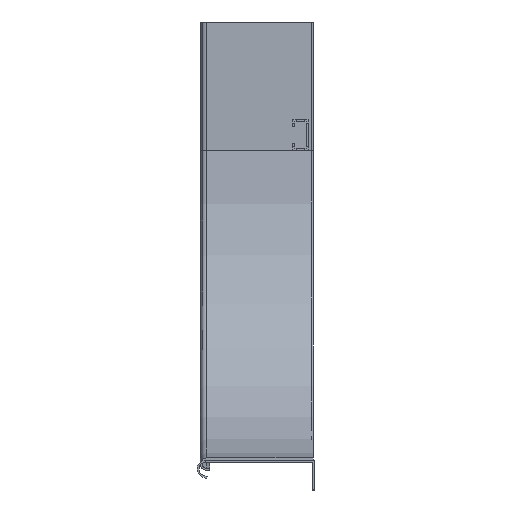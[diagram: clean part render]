
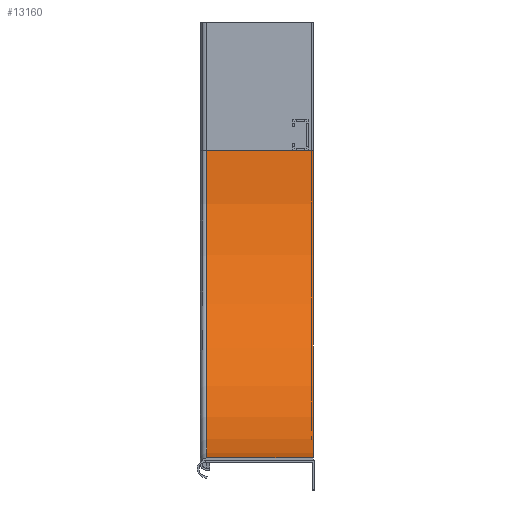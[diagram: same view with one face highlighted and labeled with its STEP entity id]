
A CAD part, left-side view. The second image highlights one B-rep face of the part: STEP entity #13160.
In plain terms, the highlighted cylindrical face has radius 300 mm (diameter 600 mm), a partial arc.
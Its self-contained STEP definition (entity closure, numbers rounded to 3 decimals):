
#92 = DIRECTION ( 'NONE',  ( 0., 1., 0. ) ) ;
#199 = CARTESIAN_POINT ( 'NONE',  ( 0., 0., -125. ) ) ;
#867 = VERTEX_POINT ( 'NONE', #4024 ) ;
#1281 = VERTEX_POINT ( 'NONE', #5037 ) ;
#1558 = ORIENTED_EDGE ( 'NONE', *, *, #6834, .T. ) ;
#2443 = ORIENTED_EDGE ( 'NONE', *, *, #8126, .T. ) ;
#3251 = DIRECTION ( 'NONE',  ( 0., 0., -1. ) ) ;
#3302 = VERTEX_POINT ( 'NONE', #199 ) ;
#3707 = CYLINDRICAL_SURFACE ( 'NONE', #8619, 300. ) ;
#3831 = CARTESIAN_POINT ( 'NONE',  ( 300., 104., -125. ) ) ;
#4024 = CARTESIAN_POINT ( 'NONE',  ( 300., 0., -425. ) ) ;
#4242 = CIRCLE ( 'NONE', #7223, 300. ) ;
#4560 = ORIENTED_EDGE ( 'NONE', *, *, #13855, .F. ) ;
#4986 = DIRECTION ( 'NONE',  ( 0., 0., -1. ) ) ;
#5037 = CARTESIAN_POINT ( 'NONE',  ( 300., 104., -425. ) ) ;
#5336 = LINE ( 'NONE', #6824, #5508 ) ;
#5508 = VECTOR ( 'NONE', #92, 1000. ) ;
#5609 = DIRECTION ( 'NONE',  ( 0., -1., 0. ) ) ;
#5817 = ORIENTED_EDGE ( 'NONE', *, *, #11774, .F. ) ;
#6541 = DIRECTION ( 'NONE',  ( 0., -1., 0. ) ) ;
#6824 = CARTESIAN_POINT ( 'NONE',  ( 300., 3., -425. ) ) ;
#6834 = EDGE_CURVE ( 'NONE', #3302, #867, #4242, .T. ) ;
#7223 = AXIS2_PLACEMENT_3D ( 'NONE', #12215, #5609, #13307 ) ;
#7734 = CARTESIAN_POINT ( 'NONE',  ( 0., 3., -125. ) ) ;
#7780 = DIRECTION ( 'NONE',  ( 0., 1., 0. ) ) ;
#8100 = EDGE_LOOP ( 'NONE', ( #4560, #1558, #2443, #5817 ) ) ;
#8126 = EDGE_CURVE ( 'NONE', #867, #1281, #5336, .T. ) ;
#8191 = AXIS2_PLACEMENT_3D ( 'NONE', #3831, #11544, #4986 ) ;
#8619 = AXIS2_PLACEMENT_3D ( 'NONE', #9822, #6541, #3251 ) ;
#8631 = VECTOR ( 'NONE', #7780, 1000. ) ;
#8701 = VERTEX_POINT ( 'NONE', #13315 ) ;
#9822 = CARTESIAN_POINT ( 'NONE',  ( 300., 0., -125. ) ) ;
#10604 = FACE_OUTER_BOUND ( 'NONE', #8100, .T. ) ;
#11544 = DIRECTION ( 'NONE',  ( 0., -1., 0. ) ) ;
#11611 = LINE ( 'NONE', #7734, #8631 ) ;
#11774 = EDGE_CURVE ( 'NONE', #8701, #1281, #13186, .T. ) ;
#12215 = CARTESIAN_POINT ( 'NONE',  ( 300., 0., -125. ) ) ;
#13160 = ADVANCED_FACE ( 'NONE', ( #10604 ), #3707, .F. ) ;
#13186 = CIRCLE ( 'NONE', #8191, 300. ) ;
#13307 = DIRECTION ( 'NONE',  ( 1., 0., 0. ) ) ;
#13315 = CARTESIAN_POINT ( 'NONE',  ( 0., 104., -125. ) ) ;
#13855 = EDGE_CURVE ( 'NONE', #3302, #8701, #11611, .T. ) ;
